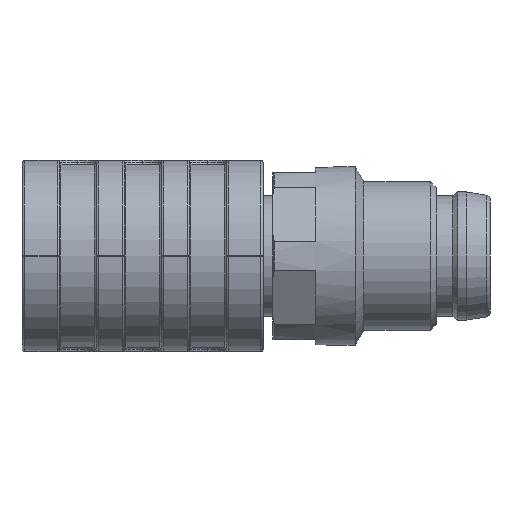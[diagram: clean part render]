
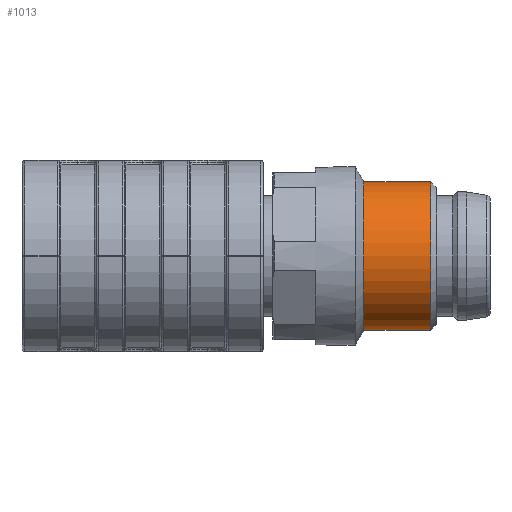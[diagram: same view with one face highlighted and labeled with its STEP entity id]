
A CAD part, front view. The second image highlights one B-rep face of the part: STEP entity #1013.
In plain terms, the highlighted cylindrical face has radius 4 mm (diameter 8 mm), a full revolution.
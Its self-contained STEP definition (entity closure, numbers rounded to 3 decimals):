
#446=CYLINDRICAL_SURFACE('',#3824,4.);
#1013=ADVANCED_FACE('',(#1142,#1143),#446,.T.);
#1142=FACE_BOUND('',#1377,.T.);
#1143=FACE_BOUND('',#1378,.T.);
#1377=EDGE_LOOP('',(#2242));
#1378=EDGE_LOOP('',(#2243));
#2242=ORIENTED_EDGE('',*,*,#3077,.F.);
#2243=ORIENTED_EDGE('',*,*,#3078,.T.);
#2624=VERTEX_POINT('',#6079);
#2625=VERTEX_POINT('',#6081);
#3077=EDGE_CURVE('',#2624,#2624,#3377,.T.);
#3078=EDGE_CURVE('',#2625,#2625,#3378,.T.);
#3377=CIRCLE('',#3822,4.);
#3378=CIRCLE('',#3823,4.);
#3822=AXIS2_PLACEMENT_3D('',#6078,#4878,#4879);
#3823=AXIS2_PLACEMENT_3D('',#6080,#4880,#4881);
#3824=AXIS2_PLACEMENT_3D('',#6082,#4882,#4883);
#4878=DIRECTION('',(-1.,0.,0.));
#4879=DIRECTION('',(0.,0.5,-0.866));
#4880=DIRECTION('',(-1.,0.,0.));
#4881=DIRECTION('',(0.,0.5,-0.866));
#4882=DIRECTION('',(-1.,0.,0.));
#4883=DIRECTION('',(0.,0.5,-0.866));
#6078=CARTESIAN_POINT('',(56.203,-9.002,0.));
#6079=CARTESIAN_POINT('',(56.203,-7.002,-3.464));
#6080=CARTESIAN_POINT('',(59.803,-9.002,0.));
#6081=CARTESIAN_POINT('',(59.803,-7.002,-3.464));
#6082=CARTESIAN_POINT('',(50.003,-9.002,0.));
